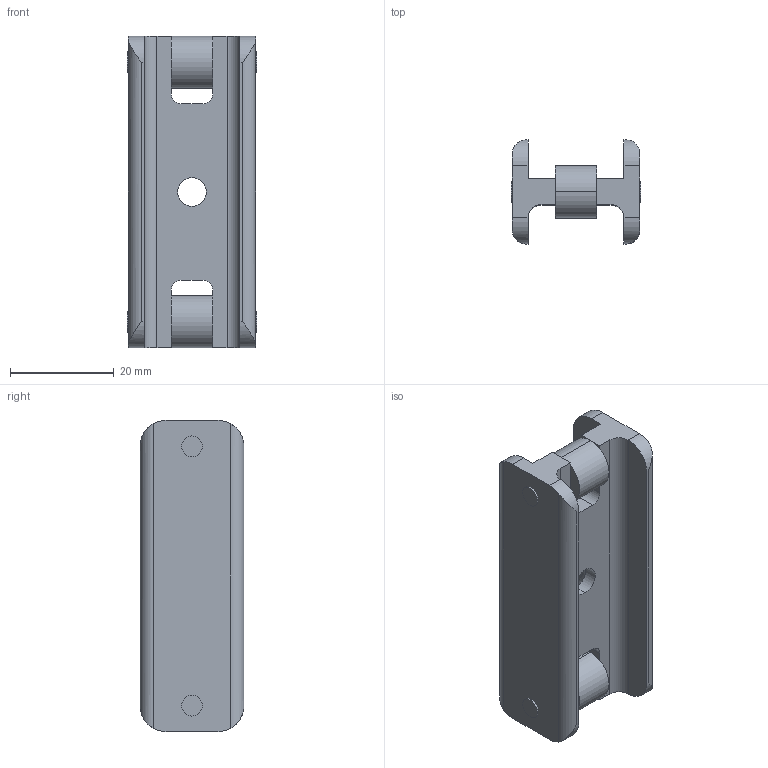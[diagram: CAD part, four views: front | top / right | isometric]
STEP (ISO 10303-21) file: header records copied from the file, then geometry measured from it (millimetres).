
FILE_DESCRIPTION (( 'STEP AP203' ), '1' );
FILE_NAME ('084.532.002.STEP', '2013-01-28T10:58:47', ( 'Alusic' ), ( 'Alusic' ), 'SwSTEP 2.0', 'SolidWorks 2011', '' );
FILE_SCHEMA (( 'CONFIG_CONTROL_DESIGN' ));
Length unit declared in the file: millimetre
Products named in the file (1): 084.532.002
Bounding box: 25 x 20 x 60 mm (x, y, z)
Volume: 13168.1 mm3; surface area: 8034 mm2
Topology: 3 solids, 3 shells, 72 faces, 180 edges, 110 vertices
Faces by surface type: plane 42, cylinder 28, cone 2
Entity records: 2331 total; most frequent: CARTESIAN_POINT 495, DIRECTION 384, ORIENTED_EDGE 360, EDGE_CURVE 180, AXIS2_PLACEMENT_3D 139, VERTEX_POINT 110, LINE 106, VECTOR 106
